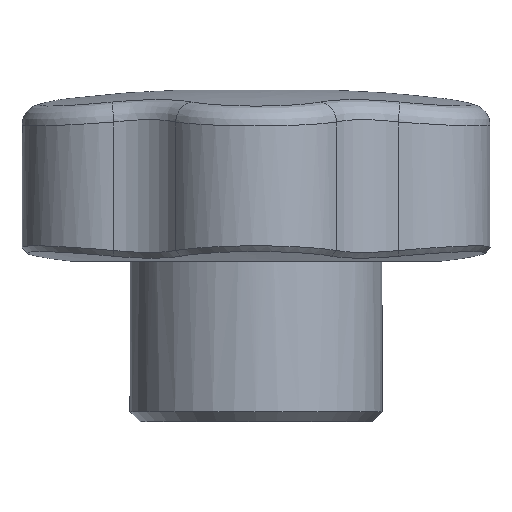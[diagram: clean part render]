
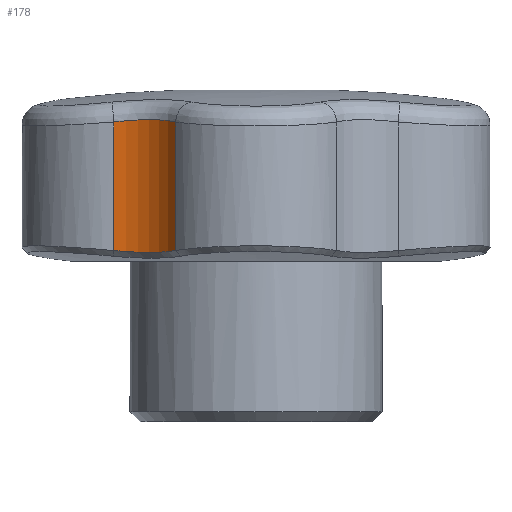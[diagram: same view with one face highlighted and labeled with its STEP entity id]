
A CAD part, front view. The second image highlights one B-rep face of the part: STEP entity #178.
In plain terms, the highlighted cylindrical face has radius 7.398 mm (diameter 14.796 mm), a partial arc.
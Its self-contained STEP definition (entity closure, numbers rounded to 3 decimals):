
#178 = ADVANCED_FACE( '', ( #350 ), #351, .F. );
#350 = FACE_OUTER_BOUND( '', #915, .T. );
#351 = CYLINDRICAL_SURFACE( '', #916, 7.398 );
#915 = EDGE_LOOP( '', ( #3509, #3510, #3511, #3512 ) );
#916 = AXIS2_PLACEMENT_3D( '', #3513, #3514, #3515 );
#3509 = ORIENTED_EDGE( '', *, *, #4568, .T. );
#3510 = ORIENTED_EDGE( '', *, *, #4569, .T. );
#3511 = ORIENTED_EDGE( '', *, *, #4570, .F. );
#3512 = ORIENTED_EDGE( '', *, *, #4566, .T. );
#3513 = CARTESIAN_POINT( '', ( -14.285, -24.742, 44.45 ) );
#3514 = DIRECTION( '', ( 0., 0., 1. ) );
#3515 = DIRECTION( '', ( -1., 0., 0. ) );
#4566 = EDGE_CURVE( '', #4969, #4963, #4970, .T. );
#4568 = EDGE_CURVE( '', #4963, #4972, #4973, .T. );
#4569 = EDGE_CURVE( '', #4972, #4974, #4975, .T. );
#4570 = EDGE_CURVE( '', #4969, #4974, #4976, .T. );
#4963 = VERTEX_POINT( '', #6279 );
#4969 = VERTEX_POINT( '', #6382 );
#4970 = B_SPLINE_CURVE_WITH_KNOTS( '', 3, ( #6383, #6384, #6385, #6386, #6387, #6388, #6389, #6390, #6391, #6392, #6393, #6394, #6395, #6396, #6397, #6398, #6399, #6400, #6401, #6402, #6403, #6404, #6405, #6406, #6407, #6408, #6409, #6410, #6411, #6412, #6413 ), .UNSPECIFIED., .F., .F., ( 4, 1, 1, 1, 1, 2, 2, 2, 1, 1, 1, 1, 1, 2, 2, 2, 1, 1, 1, 1, 1, 1, 4 ), ( 0., 0., 0.001, 0.001, 0.002, 0.002, 0.002, 0.002, 0.003, 0.003, 0.003, 0.004, 0.004, 0.005, 0.005, 0.005, 0.005, 0.005, 0.006, 0.006, 0.006, 0.007, 0.007 ), .UNSPECIFIED. );
#4972 = VERTEX_POINT( '', #6415 );
#4973 = LINE( '', #6416, #6417 );
#4974 = VERTEX_POINT( '', #6418 );
#4975 = B_SPLINE_CURVE_WITH_KNOTS( '', 3, ( #6419, #6420, #6421, #6422, #6423, #6424, #6425, #6426, #6427, #6428, #6429, #6430, #6431, #6432 ), .UNSPECIFIED., .F., .F., ( 4, 2, 2, 2, 2, 2, 4 ), ( 0., 0.001, 0.002, 0.004, 0.005, 0.006, 0.007 ), .UNSPECIFIED. );
#4976 = LINE( '', #6433, #6434 );
#6279 = CARTESIAN_POINT( '', ( -14.096, -17.347, 29.737 ) );
#6382 = CARTESIAN_POINT( '', ( -7.975, -20.881, 29.737 ) );
#6383 = CARTESIAN_POINT( '', ( -7.975, -20.881, 29.737 ) );
#6384 = CARTESIAN_POINT( '', ( -8.056, -20.749, 29.756 ) );
#6385 = CARTESIAN_POINT( '', ( -8.224, -20.492, 29.79 ) );
#6386 = CARTESIAN_POINT( '', ( -8.499, -20.125, 29.835 ) );
#6387 = CARTESIAN_POINT( '', ( -8.796, -19.776, 29.873 ) );
#6388 = CARTESIAN_POINT( '', ( -9.114, -19.445, 29.905 ) );
#6389 = CARTESIAN_POINT( '', ( -9.341, -19.237, 29.921 ) );
#6390 = CARTESIAN_POINT( '', ( -9.488, -19.111, 29.93 ) );
#6391 = CARTESIAN_POINT( '', ( -9.517, -19.086, 29.932 ) );
#6392 = CARTESIAN_POINT( '', ( -9.562, -19.048, 29.934 ) );
#6393 = CARTESIAN_POINT( '', ( -9.577, -19.036, 29.935 ) );
#6394 = CARTESIAN_POINT( '', ( -9.607, -19.011, 29.937 ) );
#6395 = CARTESIAN_POINT( '', ( -9.682, -18.95, 29.94 ) );
#6396 = CARTESIAN_POINT( '', ( -9.88, -18.796, 29.949 ) );
#6397 = CARTESIAN_POINT( '', ( -10.193, -18.573, 29.958 ) );
#6398 = CARTESIAN_POINT( '', ( -10.584, -18.331, 29.961 ) );
#6399 = CARTESIAN_POINT( '', ( -10.989, -18.114, 29.958 ) );
#6400 = CARTESIAN_POINT( '', ( -11.269, -17.985, 29.951 ) );
#6401 = CARTESIAN_POINT( '', ( -11.483, -17.895, 29.944 ) );
#6402 = CARTESIAN_POINT( '', ( -11.554, -17.866, 29.941 ) );
#6403 = CARTESIAN_POINT( '', ( -11.645, -17.832, 29.937 ) );
#6404 = CARTESIAN_POINT( '', ( -11.663, -17.825, 29.936 ) );
#6405 = CARTESIAN_POINT( '', ( -11.699, -17.811, 29.935 ) );
#6406 = CARTESIAN_POINT( '', ( -11.754, -17.791, 29.933 ) );
#6407 = CARTESIAN_POINT( '', ( -11.954, -17.719, 29.923 ) );
#6408 = CARTESIAN_POINT( '', ( -12.284, -17.615, 29.905 ) );
#6409 = CARTESIAN_POINT( '', ( -12.729, -17.505, 29.873 ) );
#6410 = CARTESIAN_POINT( '', ( -13.18, -17.423, 29.835 ) );
#6411 = CARTESIAN_POINT( '', ( -13.635, -17.368, 29.79 ) );
#6412 = CARTESIAN_POINT( '', ( -13.941, -17.351, 29.756 ) );
#6413 = CARTESIAN_POINT( '', ( -14.096, -17.347, 29.737 ) );
#6415 = CARTESIAN_POINT( '', ( -14.096, -17.347, 16.992 ) );
#6416 = CARTESIAN_POINT( '', ( -14.096, -17.347, 44.45 ) );
#6417 = VECTOR( '', #10027, 1000. );
#6418 = CARTESIAN_POINT( '', ( -7.975, -20.881, 16.992 ) );
#6419 = CARTESIAN_POINT( '', ( -14.096, -17.347, 16.992 ) );
#6420 = CARTESIAN_POINT( '', ( -13.787, -17.355, 16.964 ) );
#6421 = CARTESIAN_POINT( '', ( -13.481, -17.382, 16.938 ) );
#6422 = CARTESIAN_POINT( '', ( -12.874, -17.474, 16.891 ) );
#6423 = CARTESIAN_POINT( '', ( -12.571, -17.539, 16.87 ) );
#6424 = CARTESIAN_POINT( '', ( -11.683, -17.79, 16.82 ) );
#6425 = CARTESIAN_POINT( '', ( -11.12, -18.027, 16.802 ) );
#6426 = CARTESIAN_POINT( '', ( -10.321, -18.489, 16.802 ) );
#6427 = CARTESIAN_POINT( '', ( -10.062, -18.661, 16.807 ) );
#6428 = CARTESIAN_POINT( '', ( -9.573, -19.031, 16.824 ) );
#6429 = CARTESIAN_POINT( '', ( -9.342, -19.23, 16.837 ) );
#6430 = CARTESIAN_POINT( '', ( -8.686, -19.869, 16.887 ) );
#6431 = CARTESIAN_POINT( '', ( -8.297, -20.354, 16.936 ) );
#6432 = CARTESIAN_POINT( '', ( -7.975, -20.881, 16.992 ) );
#6433 = CARTESIAN_POINT( '', ( -7.975, -20.881, 44.45 ) );
#6434 = VECTOR( '', #10028, 1000. );
#10027 = DIRECTION( '', ( 0., 0., -1. ) );
#10028 = DIRECTION( '', ( 0., 0., -1. ) );
